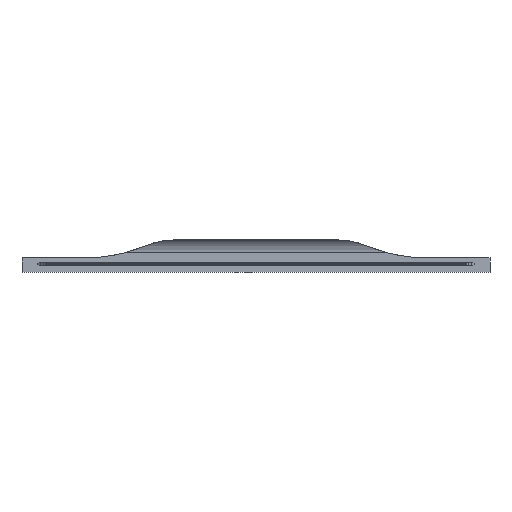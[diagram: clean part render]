
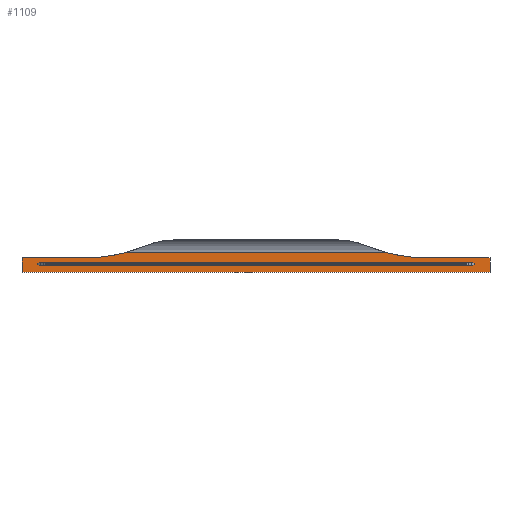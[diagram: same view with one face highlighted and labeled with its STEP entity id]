
A CAD part, front view. The second image highlights one B-rep face of the part: STEP entity #1109.
In plain terms, the highlighted planar face has unit normal (0, -1, 0).
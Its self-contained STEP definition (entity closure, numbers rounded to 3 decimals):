
#37 = CIRCLE ( 'NONE', #875, 200. ) ;
#62 = VERTEX_POINT ( 'NONE', #415 ) ;
#65 = EDGE_CURVE ( 'NONE', #1804, #362, #1032, .T. ) ;
#104 = CARTESIAN_POINT ( 'NONE',  ( 298., 10., 0.7 ) ) ;
#110 = LINE ( 'NONE', #408, #1246 ) ;
#112 = EDGE_CURVE ( 'NONE', #1040, #1555, #401, .T. ) ;
#113 = LINE ( 'NONE', #775, #1774 ) ;
#146 = CARTESIAN_POINT ( 'NONE',  ( 298., 10., -0.7 ) ) ;
#164 = CARTESIAN_POINT ( 'NONE',  ( -298., 10., 0.7 ) ) ;
#177 = DIRECTION ( 'NONE',  ( 0., 0., 1. ) ) ;
#256 = VERTEX_POINT ( 'NONE', #1948 ) ;
#316 = LINE ( 'NONE', #104, #711 ) ;
#337 = CARTESIAN_POINT ( 'NONE',  ( -298., 10., 7.75 ) ) ;
#345 = VERTEX_POINT ( 'NONE', #1525 ) ;
#362 = VERTEX_POINT ( 'NONE', #1366 ) ;
#367 = CARTESIAN_POINT ( 'NONE',  ( -166.192, 10., 14.55 ) ) ;
#401 = LINE ( 'NONE', #1784, #921 ) ;
#408 = CARTESIAN_POINT ( 'NONE',  ( 298., 10., 7.75 ) ) ;
#410 = VECTOR ( 'NONE', #1921, 1000. ) ;
#413 = EDGE_CURVE ( 'NONE', #682, #474, #1588, .T. ) ;
#415 = CARTESIAN_POINT ( 'NONE',  ( 278., 10., -0.7 ) ) ;
#464 = DIRECTION ( 'NONE',  ( -1., 0., 0. ) ) ;
#474 = VERTEX_POINT ( 'NONE', #367 ) ;
#508 = VERTEX_POINT ( 'NONE', #807 ) ;
#527 = ORIENTED_EDGE ( 'NONE', *, *, #1280, .T. ) ;
#539 = VECTOR ( 'NONE', #1123, 1000. ) ;
#546 = VECTOR ( 'NONE', #1272, 1000. ) ;
#647 = EDGE_CURVE ( 'NONE', #362, #256, #887, .T. ) ;
#655 = EDGE_LOOP ( 'NONE', ( #996, #1559, #1757, #1683, #975, #1567, #1364, #1565 ) ) ;
#682 = VERTEX_POINT ( 'NONE', #1640 ) ;
#701 = DIRECTION ( 'NONE',  ( 0., 0., -1. ) ) ;
#711 = VECTOR ( 'NONE', #931, 1000. ) ;
#721 = DIRECTION ( 'NONE',  ( 1., 0., 0. ) ) ;
#724 = DIRECTION ( 'NONE',  ( 0., 0., 1. ) ) ;
#756 = VECTOR ( 'NONE', #701, 1000. ) ;
#775 = CARTESIAN_POINT ( 'NONE',  ( 278., 10., 5. ) ) ;
#806 = AXIS2_PLACEMENT_3D ( 'NONE', #1383, #1547, #1698 ) ;
#807 = CARTESIAN_POINT ( 'NONE',  ( -278., 10., 0.7 ) ) ;
#875 = AXIS2_PLACEMENT_3D ( 'NONE', #1680, #1223, #724 ) ;
#887 = LINE ( 'NONE', #1497, #1485 ) ;
#921 = VECTOR ( 'NONE', #1017, 1000. ) ;
#931 = DIRECTION ( 'NONE',  ( -1., 0., 0. ) ) ;
#944 = CARTESIAN_POINT ( 'NONE',  ( 298., 10., 14.55 ) ) ;
#945 = PLANE ( 'NONE',  #973 ) ;
#957 = ORIENTED_EDGE ( 'NONE', *, *, #1652, .F. ) ;
#973 = AXIS2_PLACEMENT_3D ( 'NONE', #146, #1562, #177 ) ;
#975 = ORIENTED_EDGE ( 'NONE', *, *, #647, .F. ) ;
#996 = ORIENTED_EDGE ( 'NONE', *, *, #413, .T. ) ;
#1017 = DIRECTION ( 'NONE',  ( -1., 0., 0. ) ) ;
#1030 = CARTESIAN_POINT ( 'NONE',  ( 298., 10., -0.7 ) ) ;
#1032 = LINE ( 'NONE', #1482, #756 ) ;
#1040 = VERTEX_POINT ( 'NONE', #1475 ) ;
#1094 = EDGE_LOOP ( 'NONE', ( #1752, #1452, #527, #957 ) ) ;
#1109 = ADVANCED_FACE ( 'NONE', ( #1423, #1235 ), #945, .F. ) ;
#1123 = DIRECTION ( 'NONE',  ( 0., 0., -1. ) ) ;
#1160 = CARTESIAN_POINT ( 'NONE',  ( 278., 10., 0.7 ) ) ;
#1223 = DIRECTION ( 'NONE',  ( 0., 1., 0. ) ) ;
#1224 = CIRCLE ( 'NONE', #806, 200. ) ;
#1235 = FACE_OUTER_BOUND ( 'NONE', #655, .T. ) ;
#1246 = VECTOR ( 'NONE', #721, 1000. ) ;
#1272 = DIRECTION ( 'NONE',  ( -1., 0., 0. ) ) ;
#1278 = VERTEX_POINT ( 'NONE', #1688 ) ;
#1280 = EDGE_CURVE ( 'NONE', #62, #345, #1483, .T. ) ;
#1310 = EDGE_CURVE ( 'NONE', #1612, #62, #113, .T. ) ;
#1341 = CARTESIAN_POINT ( 'NONE',  ( -278., 10., 5. ) ) ;
#1344 = EDGE_CURVE ( 'NONE', #474, #1040, #37, .T. ) ;
#1362 = EDGE_CURVE ( 'NONE', #682, #1278, #1224, .T. ) ;
#1364 = ORIENTED_EDGE ( 'NONE', *, *, #1662, .F. ) ;
#1366 = CARTESIAN_POINT ( 'NONE',  ( 298., 10., -10.25 ) ) ;
#1383 = CARTESIAN_POINT ( 'NONE',  ( 217.9, 10., 207.75 ) ) ;
#1394 = EDGE_CURVE ( 'NONE', #1612, #508, #316, .T. ) ;
#1423 = FACE_BOUND ( 'NONE', #1094, .T. ) ;
#1452 = ORIENTED_EDGE ( 'NONE', *, *, #1310, .T. ) ;
#1475 = CARTESIAN_POINT ( 'NONE',  ( -217.9, 10., 7.75 ) ) ;
#1478 = DIRECTION ( 'NONE',  ( -1., 0., 0. ) ) ;
#1482 = CARTESIAN_POINT ( 'NONE',  ( 298., 10., -0.7 ) ) ;
#1483 = LINE ( 'NONE', #1030, #1649 ) ;
#1485 = VECTOR ( 'NONE', #1478, 1000. ) ;
#1497 = CARTESIAN_POINT ( 'NONE',  ( 298., 10., -10.25 ) ) ;
#1525 = CARTESIAN_POINT ( 'NONE',  ( -278., 10., -0.7 ) ) ;
#1547 = DIRECTION ( 'NONE',  ( 0., -1., 0. ) ) ;
#1555 = VERTEX_POINT ( 'NONE', #337 ) ;
#1559 = ORIENTED_EDGE ( 'NONE', *, *, #1344, .T. ) ;
#1562 = DIRECTION ( 'NONE',  ( 0., 1., 0. ) ) ;
#1565 = ORIENTED_EDGE ( 'NONE', *, *, #1362, .F. ) ;
#1567 = ORIENTED_EDGE ( 'NONE', *, *, #65, .F. ) ;
#1588 = LINE ( 'NONE', #944, #546 ) ;
#1595 = CARTESIAN_POINT ( 'NONE',  ( 298., 10., 7.75 ) ) ;
#1612 = VERTEX_POINT ( 'NONE', #1160 ) ;
#1630 = LINE ( 'NONE', #1341, #410 ) ;
#1640 = CARTESIAN_POINT ( 'NONE',  ( 166.192, 10., 14.55 ) ) ;
#1649 = VECTOR ( 'NONE', #464, 1000. ) ;
#1652 = EDGE_CURVE ( 'NONE', #508, #345, #1630, .T. ) ;
#1662 = EDGE_CURVE ( 'NONE', #1278, #1804, #110, .T. ) ;
#1680 = CARTESIAN_POINT ( 'NONE',  ( -217.9, 10., 207.75 ) ) ;
#1683 = ORIENTED_EDGE ( 'NONE', *, *, #1985, .T. ) ;
#1688 = CARTESIAN_POINT ( 'NONE',  ( 217.9, 10., 7.75 ) ) ;
#1698 = DIRECTION ( 'NONE',  ( 0., 0., 1. ) ) ;
#1752 = ORIENTED_EDGE ( 'NONE', *, *, #1394, .F. ) ;
#1757 = ORIENTED_EDGE ( 'NONE', *, *, #112, .T. ) ;
#1774 = VECTOR ( 'NONE', #1989, 1000. ) ;
#1784 = CARTESIAN_POINT ( 'NONE',  ( 298., 10., 7.75 ) ) ;
#1804 = VERTEX_POINT ( 'NONE', #1595 ) ;
#1848 = LINE ( 'NONE', #164, #539 ) ;
#1921 = DIRECTION ( 'NONE',  ( 0., 0., -1. ) ) ;
#1948 = CARTESIAN_POINT ( 'NONE',  ( -298., 10., -10.25 ) ) ;
#1985 = EDGE_CURVE ( 'NONE', #1555, #256, #1848, .T. ) ;
#1989 = DIRECTION ( 'NONE',  ( 0., 0., -1. ) ) ;
